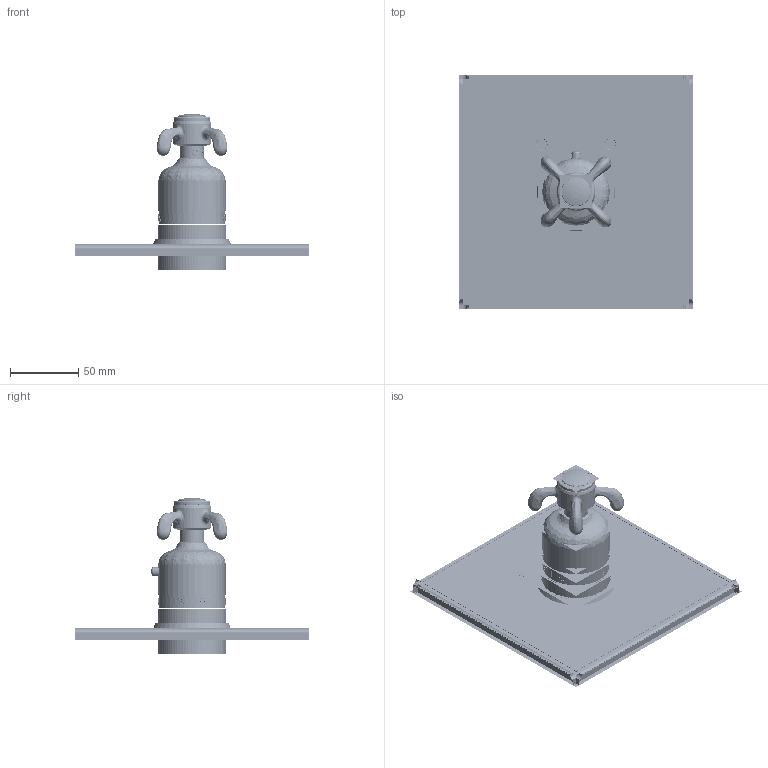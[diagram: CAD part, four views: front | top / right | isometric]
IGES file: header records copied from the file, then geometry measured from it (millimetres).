
Start section:  PTC IGES file: 3-1684ts_asm.igs
Global section: file name: 3-1684ts_asm.igs; native system: Creo Parametric by Parametric Technology Corporation; preprocessor: 2013150; author: rsmith; organization: Unknown; date: 20160324.143522; units: inch
Bounding box: 171.7 x 171.7 x 114.29 mm (x, y, z)
Surface area: 1833142.4 mm2 (no closed solid volume)
Topology: 0 solids, 0 shells, 3924 faces, 63552 edges, 82515 vertices
Faces by surface type: bspline 2638, revolution 1282, extrusion 4
